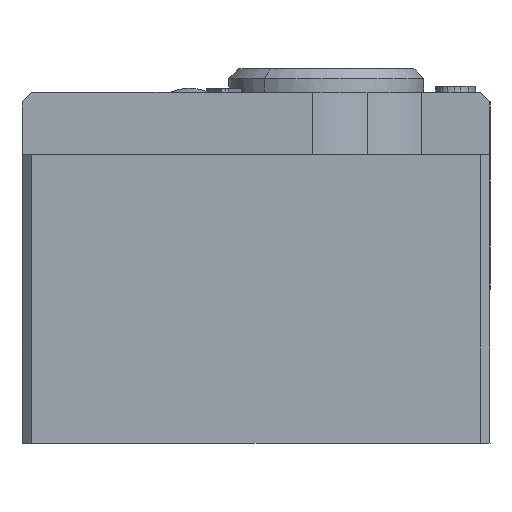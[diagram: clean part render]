
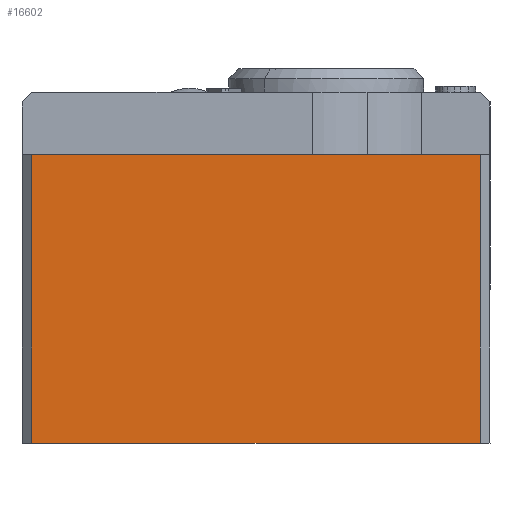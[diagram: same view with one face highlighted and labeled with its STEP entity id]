
A CAD part, front view. The second image highlights one B-rep face of the part: STEP entity #16602.
In plain terms, the highlighted planar face has unit normal (0, -1, 0).
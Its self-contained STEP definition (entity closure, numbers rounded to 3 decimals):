
#16582=AXIS2_PLACEMENT_3D('Plane Axis2P3D',#16579,#16580,#16581) ;
#16264=CARTESIAN_POINT('Vertex',(23.5,0.,0.)) ;
#16267=CARTESIAN_POINT('Line Origine',(12.,0.,0.)) ;
#16271=CARTESIAN_POINT('Vertex',(0.5,0.,0.)) ;
#16564=CARTESIAN_POINT('Vertex',(23.5,0.,14.8)) ;
#16567=CARTESIAN_POINT('Line Origine',(23.5,0.,7.4)) ;
#16579=CARTESIAN_POINT('Axis2P3D Location',(0.,0.,0.)) ;
#16584=CARTESIAN_POINT('Line Origine',(12.,0.,14.8)) ;
#16588=CARTESIAN_POINT('Vertex',(0.5,0.,14.8)) ;
#16591=CARTESIAN_POINT('Line Origine',(0.5,0.,7.4)) ;
#16268=DIRECTION('Vector Direction',(1.,0.,0.)) ;
#16568=DIRECTION('Vector Direction',(0.,0.,-1.)) ;
#16580=DIRECTION('Axis2P3D Direction',(0.,-1.,0.)) ;
#16581=DIRECTION('Axis2P3D XDirection',(1.,0.,0.)) ;
#16585=DIRECTION('Vector Direction',(-1.,0.,0.)) ;
#16592=DIRECTION('Vector Direction',(0.,0.,1.)) ;
#16269=VECTOR('Line Direction',#16268,1.) ;
#16569=VECTOR('Line Direction',#16568,1.) ;
#16586=VECTOR('Line Direction',#16585,1.) ;
#16593=VECTOR('Line Direction',#16592,1.) ;
#16597=ORIENTED_EDGE('',*,*,#16571,.F.) ;
#16598=ORIENTED_EDGE('',*,*,#16590,.T.) ;
#16599=ORIENTED_EDGE('',*,*,#16595,.F.) ;
#16600=ORIENTED_EDGE('',*,*,#16273,.T.) ;
#16602=ADVANCED_FACE('Hauptk\X2\00F6\X0\rper',(#16601),#16583,.T.) ;
#16273=EDGE_CURVE('',#16272,#16265,#16270,.T.) ;
#16571=EDGE_CURVE('',#16565,#16265,#16570,.T.) ;
#16590=EDGE_CURVE('',#16565,#16589,#16587,.T.) ;
#16595=EDGE_CURVE('',#16272,#16589,#16594,.T.) ;
#16596=EDGE_LOOP('',(#16597,#16598,#16599,#16600)) ;
#16601=FACE_OUTER_BOUND('',#16596,.T.) ;
#16270=LINE('Line',#16267,#16269) ;
#16570=LINE('Line',#16567,#16569) ;
#16587=LINE('Line',#16584,#16586) ;
#16594=LINE('Line',#16591,#16593) ;
#16583=PLANE('',#16582) ;
#16265=VERTEX_POINT('',#16264) ;
#16272=VERTEX_POINT('',#16271) ;
#16565=VERTEX_POINT('',#16564) ;
#16589=VERTEX_POINT('',#16588) ;
